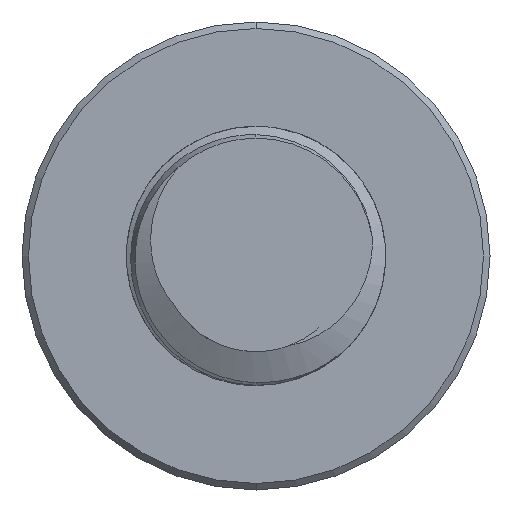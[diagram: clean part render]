
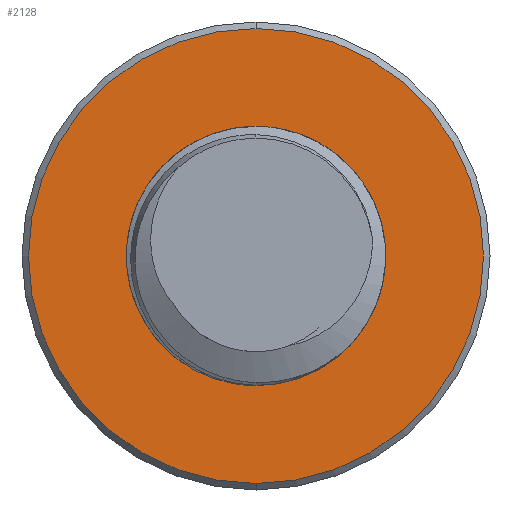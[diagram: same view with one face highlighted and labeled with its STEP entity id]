
A CAD part, front view. The second image highlights one B-rep face of the part: STEP entity #2128.
In plain terms, the highlighted planar face has unit normal (0, -1, 0).
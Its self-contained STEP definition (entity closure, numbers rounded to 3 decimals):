
#28 = CARTESIAN_POINT ( 'NONE',  ( 0., 8., -3.51 ) ) ;
#140 = VERTEX_POINT ( 'NONE', #28 ) ;
#193 = ORIENTED_EDGE ( 'NONE', *, *, #2644, .T. ) ;
#202 = DIRECTION ( 'NONE',  ( 0., 0., 1. ) ) ;
#221 = CARTESIAN_POINT ( 'NONE',  ( 0., 8., 0. ) ) ;
#353 = AXIS2_PLACEMENT_3D ( 'NONE', #2932, #1562, #202 ) ;
#425 = ORIENTED_EDGE ( 'NONE', *, *, #1566, .F. ) ;
#449 = DIRECTION ( 'NONE',  ( 0., 0., 1. ) ) ;
#455 = CARTESIAN_POINT ( 'NONE',  ( 0., 8., 0. ) ) ;
#481 = CARTESIAN_POINT ( 'NONE',  ( 0., 8., 0. ) ) ;
#676 = DIRECTION ( 'NONE',  ( 0., 0., 1. ) ) ;
#704 = DIRECTION ( 'NONE',  ( 0., 0., 1. ) ) ;
#950 = EDGE_LOOP ( 'NONE', ( #1265, #193 ) ) ;
#974 = VERTEX_POINT ( 'NONE', #1283 ) ;
#1043 = EDGE_LOOP ( 'NONE', ( #425, #1901 ) ) ;
#1129 = DIRECTION ( 'NONE',  ( 0., -1., 0. ) ) ;
#1133 = EDGE_CURVE ( 'NONE', #1281, #974, #2191, .T. ) ;
#1134 = CIRCLE ( 'NONE', #1259, 3.51 ) ;
#1192 = FACE_OUTER_BOUND ( 'NONE', #950, .T. ) ;
#1259 = AXIS2_PLACEMENT_3D ( 'NONE', #455, #2052, #676 ) ;
#1265 = ORIENTED_EDGE ( 'NONE', *, *, #1486, .T. ) ;
#1281 = VERTEX_POINT ( 'NONE', #2546 ) ;
#1283 = CARTESIAN_POINT ( 'NONE',  ( 0., 8., -2. ) ) ;
#1337 = AXIS2_PLACEMENT_3D ( 'NONE', #221, #1820, #449 ) ;
#1350 = PLANE ( 'NONE',  #1337 ) ;
#1486 = EDGE_CURVE ( 'NONE', #1821, #140, #1134, .T. ) ;
#1562 = DIRECTION ( 'NONE',  ( 0., -1., 0. ) ) ;
#1566 = EDGE_CURVE ( 'NONE', #974, #1281, #2214, .T. ) ;
#1820 = DIRECTION ( 'NONE',  ( 0., 1., 0. ) ) ;
#1821 = VERTEX_POINT ( 'NONE', #1894 ) ;
#1894 = CARTESIAN_POINT ( 'NONE',  ( 0., 8., 3.51 ) ) ;
#1901 = ORIENTED_EDGE ( 'NONE', *, *, #1133, .F. ) ;
#2052 = DIRECTION ( 'NONE',  ( 0., -1., 0. ) ) ;
#2080 = DIRECTION ( 'NONE',  ( 0., -1., 0. ) ) ;
#2128 = ADVANCED_FACE ( 'NONE', ( #1192, #2733 ), #1350, .F. ) ;
#2157 = CIRCLE ( 'NONE', #2370, 3.51 ) ;
#2191 = CIRCLE ( 'NONE', #353, 2. ) ;
#2214 = CIRCLE ( 'NONE', #2844, 2. ) ;
#2370 = AXIS2_PLACEMENT_3D ( 'NONE', #2513, #1129, #2738 ) ;
#2513 = CARTESIAN_POINT ( 'NONE',  ( 0., 8., 0. ) ) ;
#2546 = CARTESIAN_POINT ( 'NONE',  ( 0., 8., 2. ) ) ;
#2644 = EDGE_CURVE ( 'NONE', #140, #1821, #2157, .T. ) ;
#2733 = FACE_BOUND ( 'NONE', #1043, .T. ) ;
#2738 = DIRECTION ( 'NONE',  ( 0., 0., 1. ) ) ;
#2844 = AXIS2_PLACEMENT_3D ( 'NONE', #481, #2080, #704 ) ;
#2932 = CARTESIAN_POINT ( 'NONE',  ( 0., 8., 0. ) ) ;
